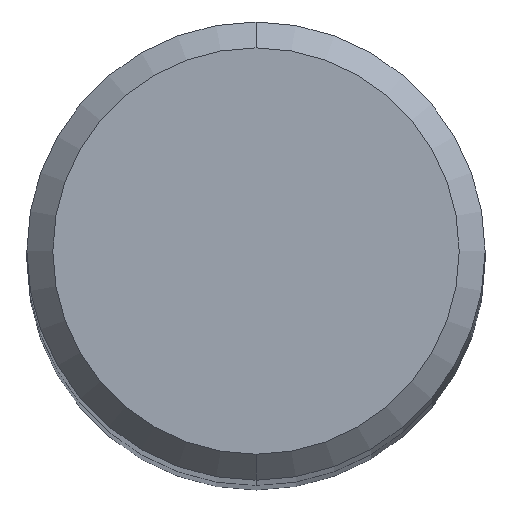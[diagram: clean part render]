
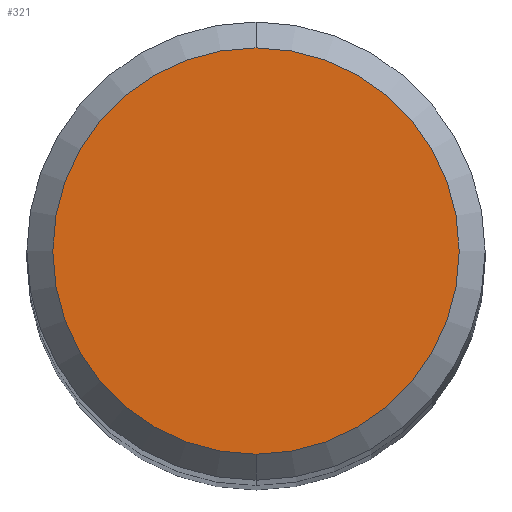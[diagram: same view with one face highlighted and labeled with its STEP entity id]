
A CAD part, top view. The second image highlights one B-rep face of the part: STEP entity #321.
In plain terms, the highlighted planar face has unit normal (0, 0, 1).
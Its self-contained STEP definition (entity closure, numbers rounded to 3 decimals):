
#177=VERTEX_POINT('',#455);
#291=EDGE_CURVE('',#177,#313,#579,.T.);
#313=VERTEX_POINT('',#603);
#321=ADVANCED_FACE('',(#612),#613,.T.);
#367=EDGE_CURVE('',#313,#177,#662,.T.);
#455=CARTESIAN_POINT('',(0.0,4.7,0.0));
#579=CIRCLE('',#1052,4.7);
#603=CARTESIAN_POINT('',(0.,-4.7,0.0));
#612=FACE_OUTER_BOUND('',#1119,.T.);
#613=PLANE('',#1120);
#662=CIRCLE('',#1228,4.7);
#1052=AXIS2_PLACEMENT_3D('',#1534,#1535,#1536);
#1119=EDGE_LOOP('',(#1579,#1580));
#1120=AXIS2_PLACEMENT_3D('',#1581,#1582,#1583);
#1228=AXIS2_PLACEMENT_3D('',#1618,#1619,#1620);
#1534=CARTESIAN_POINT('',(0.0,0.0,0.0));
#1535=DIRECTION('',(0.0,0.0,-1.0));
#1536=DIRECTION('',(0.0,1.0,0.0));
#1579=ORIENTED_EDGE('',*,*,#291,.F.);
#1580=ORIENTED_EDGE('',*,*,#367,.F.);
#1581=CARTESIAN_POINT('',(0.0,2.35,0.0));
#1582=DIRECTION('',(-0.0,0.0,1.0));
#1583=DIRECTION('',(0.0,-1.0,0.0));
#1618=CARTESIAN_POINT('',(0.0,0.0,0.0));
#1619=DIRECTION('',(0.0,0.0,-1.0));
#1620=DIRECTION('',(0.0,1.0,0.0));
